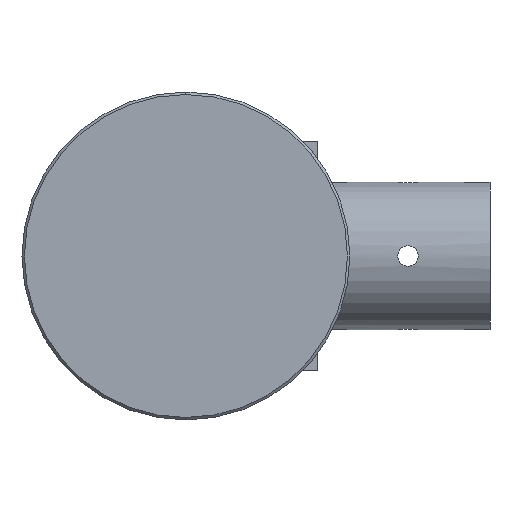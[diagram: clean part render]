
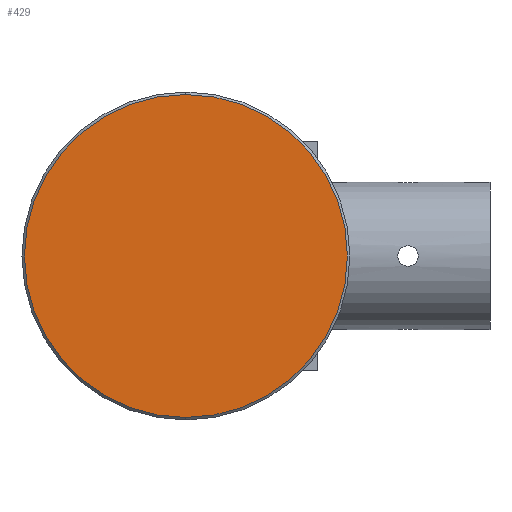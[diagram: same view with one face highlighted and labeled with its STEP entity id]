
A CAD part, left-side view. The second image highlights one B-rep face of the part: STEP entity #429.
In plain terms, the highlighted planar face has unit normal (-1, 0, 0).
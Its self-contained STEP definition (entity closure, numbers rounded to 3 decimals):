
#149 = AXIS2_PLACEMENT_3D ( 'NONE', #1086, #2515, #2521 ) ;
#241 = CARTESIAN_POINT ( 'NONE',  ( -63.3, -19.936, 19.936 ) ) ;
#270 = DIRECTION ( 'NONE',  ( 0., 0., -1. ) ) ;
#318 = CIRCLE ( 'NONE', #149, 19.7 ) ;
#328 = VERTEX_POINT ( 'NONE', #1176 ) ;
#371 = FACE_OUTER_BOUND ( 'NONE', #1104, .T. ) ;
#429 = ADVANCED_FACE ( 'NONE', ( #371 ), #1593, .F. ) ;
#579 = CARTESIAN_POINT ( 'NONE',  ( -63.3, 0., 0. ) ) ;
#989 = CIRCLE ( 'NONE', #2543, 19.7 ) ;
#1086 = CARTESIAN_POINT ( 'NONE',  ( -63.3, 0., 0. ) ) ;
#1104 = EDGE_LOOP ( 'NONE', ( #2377, #1421 ) ) ;
#1157 = EDGE_CURVE ( 'NONE', #2037, #328, #989, .T. ) ;
#1176 = CARTESIAN_POINT ( 'NONE',  ( -63.3, 0., -19.7 ) ) ;
#1189 = DIRECTION ( 'NONE',  ( 1., 0., 0. ) ) ;
#1421 = ORIENTED_EDGE ( 'NONE', *, *, #1157, .T. ) ;
#1533 = EDGE_CURVE ( 'NONE', #328, #2037, #318, .T. ) ;
#1571 = DIRECTION ( 'NONE',  ( 0., 0., -1. ) ) ;
#1593 = PLANE ( 'NONE',  #1917 ) ;
#1917 = AXIS2_PLACEMENT_3D ( 'NONE', #241, #1189, #270 ) ;
#1999 = CARTESIAN_POINT ( 'NONE',  ( -63.3, 0., 19.7 ) ) ;
#2037 = VERTEX_POINT ( 'NONE', #1999 ) ;
#2377 = ORIENTED_EDGE ( 'NONE', *, *, #1533, .T. ) ;
#2381 = DIRECTION ( 'NONE',  ( -1., 0., 0. ) ) ;
#2515 = DIRECTION ( 'NONE',  ( -1., 0., 0. ) ) ;
#2521 = DIRECTION ( 'NONE',  ( 0., 0., -1. ) ) ;
#2543 = AXIS2_PLACEMENT_3D ( 'NONE', #579, #2381, #1571 ) ;
